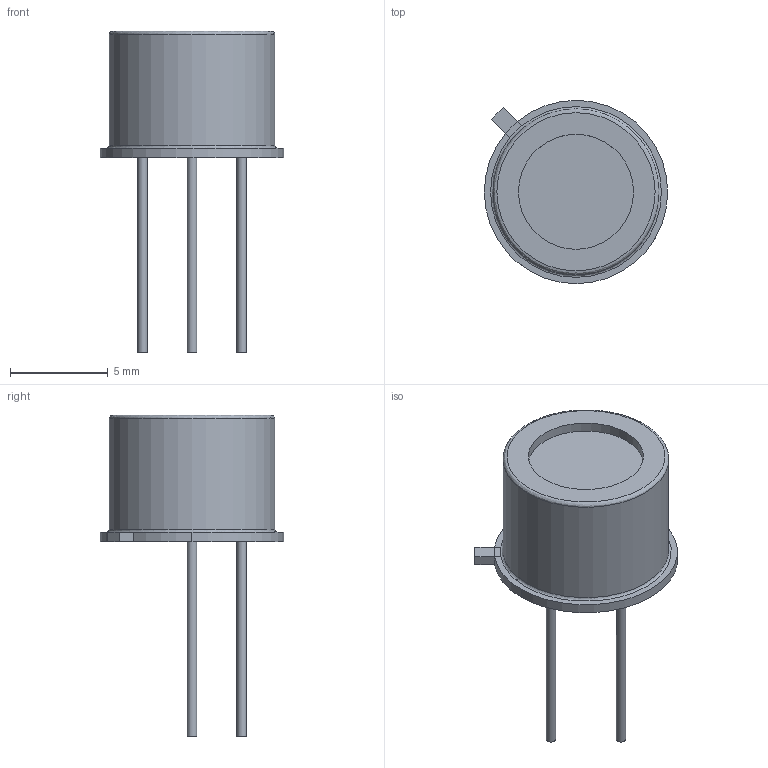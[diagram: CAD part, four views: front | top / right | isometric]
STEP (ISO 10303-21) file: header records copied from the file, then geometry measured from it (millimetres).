
FILE_DESCRIPTION(('FreeCAD Model'),'2;1');
FILE_NAME('TO-39-3_Window.step','2017-11-26T14:57:11',('kicad StepUp'),('ksu MCAD') ,'Open CASCADE STEP processor 6.8','FreeCAD','Unknown');
FILE_SCHEMA(('AUTOMOTIVE_DESIGN_CC2 { 1 2 10303 214 -1 1 5 4 }'));
Length unit declared in the file: millimetre
Products named in the file (1): TO-39-3_Window
Bounding box: 9.4 x 9.4 x 16.5 mm (x, y, z)
Volume: 230.5 mm3; surface area: 514.7 mm2
Topology: 1 solids, 2 shells, 26 faces, 46 edges, 28 vertices
Faces by surface type: plane 16, cylinder 8, revolution 2
Full cylindrical faces by diameter (mm): 0.48 x3, 5.9 x2, 8.5 x1
Entity records: 471 total; most frequent: ORIENTED_EDGE 79, CARTESIAN_POINT 49, EDGE_CURVE 46, FACE_BOUND 30, EDGE_LOOP 30, AXIS2_PLACEMENT_3D 29, VERTEX_POINT 28, ADVANCED_FACE 26
